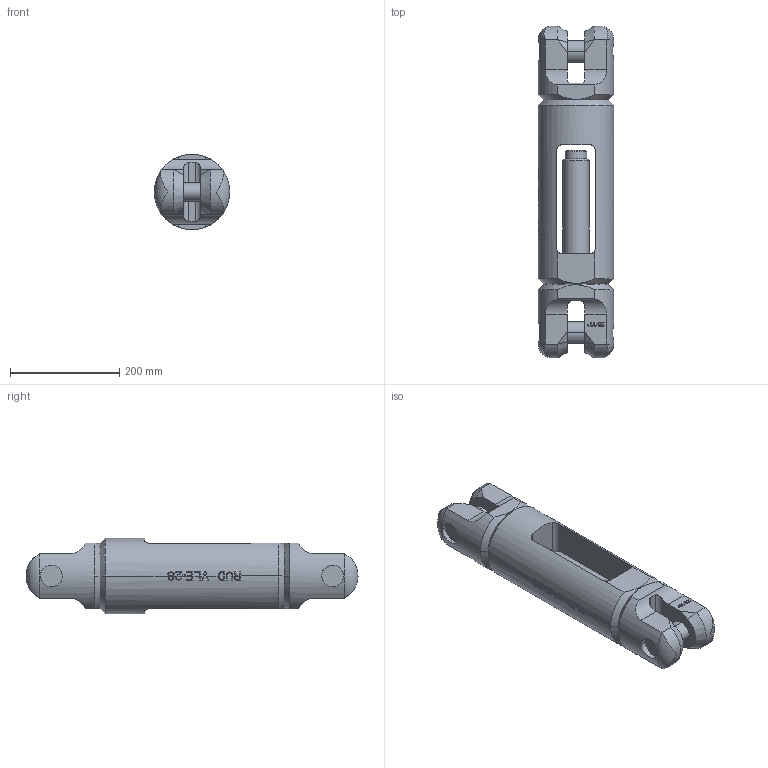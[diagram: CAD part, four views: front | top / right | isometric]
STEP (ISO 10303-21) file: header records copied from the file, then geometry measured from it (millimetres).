
FILE_DESCRIPTION((''),'2;1');
FILE_NAME('001-M34106-P-1_ASM','2014-01-30T',('Marcel.Bux'),(''),'PRO/ENGINEER BY PARAMETRIC TECHNOLOGY CORPORATION, 2010140','PRO/ENGINEER BY PARAMETRIC TECHNOLOGY CORPORATION, 2010140','');
FILE_SCHEMA(('CONFIG_CONTROL_DESIGN'));
Length unit declared in the file: millimetre
Products named in the file (4): 001-M34106-P-3; 001-M34106-P-1; 001-M34106-P-2; 001-M34106-P-1_ASM
Assembly tree (3 placements, depth 2):
  001-M34106-P-1_ASM
    001-M34106-P-3
    001-M34106-P-1
    001-M34106-P-2
Bounding box: 138 x 608 x 138 mm (x, y, z)
Volume: 5888107.7 mm3; surface area: 414376.1 mm2
Topology: 3 solids, 3 shells, 601 faces, 1699 edges, 1130 vertices
Faces by surface type: plane 526, cylinder 49, cone 16, torus 6, extrusion 4
Entity records: 20064 total; most frequent: CARTESIAN_POINT 4839, ORIENTED_EDGE 3398, DIRECTION 2745, EDGE_CURVE 1699, VECTOR 1219, LINE 1215, VERTEX_POINT 1130, AXIS2_PLACEMENT_3D 763
